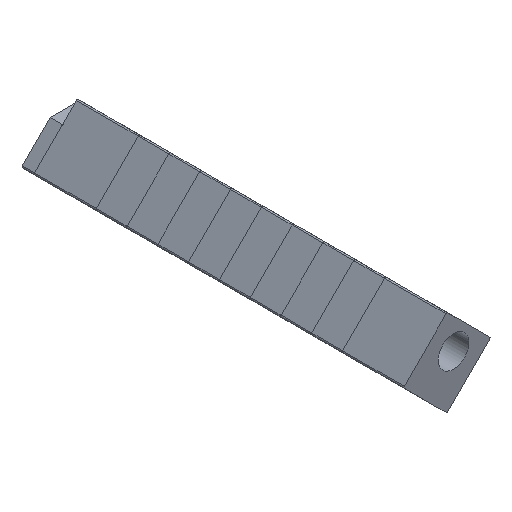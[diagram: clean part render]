
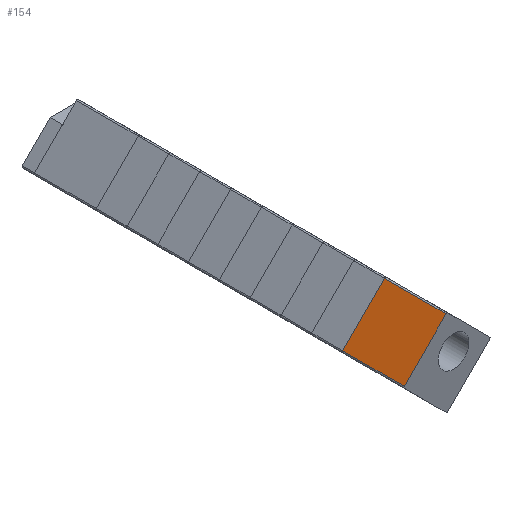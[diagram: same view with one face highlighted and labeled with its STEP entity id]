
A CAD part, isometric view. The second image highlights one B-rep face of the part: STEP entity #154.
In plain terms, the highlighted free-form (B-spline) face has degree [2, 1] with [3, 2] control points.
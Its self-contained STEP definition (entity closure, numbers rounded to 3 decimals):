
#154=ADVANCED_FACE('',(#292),#4656,.T.);
#292=FACE_OUTER_BOUND('',#446,.T.);
#446=EDGE_LOOP('',(#980,#981,#982,#983));
#980=ORIENTED_EDGE('',*,*,#3639,.T.);
#981=ORIENTED_EDGE('',*,*,#3640,.T.);
#982=ORIENTED_EDGE('',*,*,#3641,.T.);
#983=ORIENTED_EDGE('',*,*,#3637,.F.);
#1673=PCURVE('',#4655,#2369);
#1676=PCURVE('',#4656,#2372);
#1677=PCURVE('',#4656,#2373);
#1678=PCURVE('',#4656,#2374);
#1679=PCURVE('',#4656,#2375);
#1683=PCURVE('',#4657,#2379);
#1709=PCURVE('',#4568,#2405);
#1716=PCURVE('',#4569,#2412);
#2369=DEFINITIONAL_REPRESENTATION('',(#2905),#8617);
#2372=DEFINITIONAL_REPRESENTATION('',(#2908),#8617);
#2373=DEFINITIONAL_REPRESENTATION('',(#2909),#8617);
#2374=DEFINITIONAL_REPRESENTATION('',(#2910),#8617);
#2375=DEFINITIONAL_REPRESENTATION('',(#2911),#8617);
#2379=DEFINITIONAL_REPRESENTATION('',(#2915),#8617);
#2405=DEFINITIONAL_REPRESENTATION('',(#4173),#8617);
#2412=DEFINITIONAL_REPRESENTATION('',(#4181),#8617);
#2905=B_SPLINE_CURVE_WITH_KNOTS('',1,(#7561,#7562),.UNSPECIFIED.,.F.,.F.,
(2,2),(0.,20.),.UNSPECIFIED.);
#2908=B_SPLINE_CURVE_WITH_KNOTS('',1,(#7573,#7574),.UNSPECIFIED.,.F.,.F.,
(2,2),(306.836,326.036),.UNSPECIFIED.);
#2909=B_SPLINE_CURVE_WITH_KNOTS('',1,(#7577,#7578),.UNSPECIFIED.,.F.,.F.,
(2,2),(0.,20.),.UNSPECIFIED.);
#2910=B_SPLINE_CURVE_WITH_KNOTS('',1,(#7582,#7583),.UNSPECIFIED.,.F.,.F.,
(2,2),(-326.036,-306.836),.UNSPECIFIED.);
#2911=B_SPLINE_CURVE_WITH_KNOTS('',1,(#7584,#7585),.UNSPECIFIED.,.F.,.F.,
(2,2),(0.,20.),.UNSPECIFIED.);
#2915=B_SPLINE_CURVE_WITH_KNOTS('',1,(#7600,#7601),.UNSPECIFIED.,.F.,.F.,
(2,2),(0.,20.),.UNSPECIFIED.);
#3289=SURFACE_CURVE('',#4145,(#1673,#1679),.PCURVE_S1.);
#3291=SURFACE_CURVE('',#4147,(#1676,#1709),.PCURVE_S1.);
#3292=SURFACE_CURVE('',#4148,(#1677,#1683),.PCURVE_S1.);
#3293=SURFACE_CURVE('',#4149,(#1678,#1716),.PCURVE_S1.);
#3637=EDGE_CURVE('',#4484,#4485,#3289,.T.);
#3639=EDGE_CURVE('',#4484,#4486,#3291,.T.);
#3640=EDGE_CURVE('',#4486,#4487,#3292,.T.);
#3641=EDGE_CURVE('',#4487,#4485,#3293,.T.);
#4145=(
BOUNDED_CURVE()
B_SPLINE_CURVE(1,(#7559,#7560),.UNSPECIFIED.,.F.,.F.)
B_SPLINE_CURVE_WITH_KNOTS((2,2),(0.,20.),.UNSPECIFIED.)
CURVE()
GEOMETRIC_REPRESENTATION_ITEM()
RATIONAL_B_SPLINE_CURVE((1.,1.))
REPRESENTATION_ITEM('')
);
#4147=(
BOUNDED_CURVE()
B_SPLINE_CURVE(2,(#7570,#7571,#7572),.UNSPECIFIED.,.F.,.F.)
B_SPLINE_CURVE_WITH_KNOTS((3,3),(306.836,326.036),
 .UNSPECIFIED.)
CURVE()
GEOMETRIC_REPRESENTATION_ITEM()
RATIONAL_B_SPLINE_CURVE((1.,1.,1.))
REPRESENTATION_ITEM('')
);
#4148=(
BOUNDED_CURVE()
B_SPLINE_CURVE(1,(#7575,#7576),.UNSPECIFIED.,.F.,.F.)
B_SPLINE_CURVE_WITH_KNOTS((2,2),(0.,20.),.UNSPECIFIED.)
CURVE()
GEOMETRIC_REPRESENTATION_ITEM()
RATIONAL_B_SPLINE_CURVE((1.,1.))
REPRESENTATION_ITEM('')
);
#4149=(
BOUNDED_CURVE()
B_SPLINE_CURVE(2,(#7579,#7580,#7581),.UNSPECIFIED.,.F.,.F.)
B_SPLINE_CURVE_WITH_KNOTS((3,3),(-326.036,-306.836),
 .UNSPECIFIED.)
CURVE()
GEOMETRIC_REPRESENTATION_ITEM()
RATIONAL_B_SPLINE_CURVE((1.,1.,1.))
REPRESENTATION_ITEM('')
);
#4173=(
BOUNDED_CURVE()
B_SPLINE_CURVE(2,(#7701,#7702,#7703),.UNSPECIFIED.,.F.,.F.)
B_SPLINE_CURVE_WITH_KNOTS((3,3),(306.836,326.036),
 .UNSPECIFIED.)
CURVE()
GEOMETRIC_REPRESENTATION_ITEM()
RATIONAL_B_SPLINE_CURVE((1.,1.,1.))
REPRESENTATION_ITEM('')
);
#4181=(
BOUNDED_CURVE()
B_SPLINE_CURVE(2,(#7731,#7732,#7733),.UNSPECIFIED.,.F.,.F.)
B_SPLINE_CURVE_WITH_KNOTS((3,3),(-326.036,-306.836),
 .UNSPECIFIED.)
CURVE()
GEOMETRIC_REPRESENTATION_ITEM()
RATIONAL_B_SPLINE_CURVE((1.,1.,1.))
REPRESENTATION_ITEM('')
);
#4484=VERTEX_POINT('',#7520);
#4485=VERTEX_POINT('',#7521);
#4486=VERTEX_POINT('',#7522);
#4487=VERTEX_POINT('',#7523);
#4568=B_SPLINE_SURFACE_WITH_KNOTS('',1,1,((#7498,#7499),(#7500,#7501)),
 .UNSPECIFIED.,.F.,.F.,.F.,(2,2),(2,2),(-2.9,22.1),
(-22.5,2.5),.UNSPECIFIED.);
#4569=B_SPLINE_SURFACE_WITH_KNOTS('',1,1,((#7502,#7503),(#7504,#7505)),
 .UNSPECIFIED.,.F.,.F.,.F.,(2,2),(2,2),(-22.5,2.5),
(-2.9,22.1),.UNSPECIFIED.);
#4655=(
BOUNDED_SURFACE()
B_SPLINE_SURFACE(2,1,((#7446,#7447),(#7448,#7449),(#7450,#7451)),
 .UNSPECIFIED.,.F.,.F.,.F.)
B_SPLINE_SURFACE_WITH_KNOTS((3,3),(2,2),(306.208,306.836),
(0.,20.),.UNSPECIFIED.)
GEOMETRIC_REPRESENTATION_ITEM()
RATIONAL_B_SPLINE_SURFACE(((1.,1.),(0.707,0.707),
(1.,1.)))
REPRESENTATION_ITEM('')
SURFACE()
);
#4656=(
BOUNDED_SURFACE()
B_SPLINE_SURFACE(2,1,((#7452,#7453),(#7454,#7455),(#7456,#7457)),
 .UNSPECIFIED.,.F.,.F.,.F.)
B_SPLINE_SURFACE_WITH_KNOTS((3,3),(2,2),(306.836,326.036),
(0.,20.),.UNSPECIFIED.)
GEOMETRIC_REPRESENTATION_ITEM()
RATIONAL_B_SPLINE_SURFACE(((1.,1.),(1.,1.),(1.,1.)))
REPRESENTATION_ITEM('')
SURFACE()
);
#4657=(
BOUNDED_SURFACE()
B_SPLINE_SURFACE(2,1,((#7458,#7459),(#7460,#7461),(#7462,#7463)),
 .UNSPECIFIED.,.F.,.F.,.F.)
B_SPLINE_SURFACE_WITH_KNOTS((3,3),(2,2),(326.036,326.664),
(0.,20.),.UNSPECIFIED.)
GEOMETRIC_REPRESENTATION_ITEM()
RATIONAL_B_SPLINE_SURFACE(((1.,1.),(0.707,0.707),
(1.,1.)))
REPRESENTATION_ITEM('')
SURFACE()
);
#7446=CARTESIAN_POINT('',(1.94,-291.,-0.484));
#7447=CARTESIAN_POINT('',(1.94,-311.,-0.484));
#7448=CARTESIAN_POINT('',(1.657,-291.,-0.201));
#7449=CARTESIAN_POINT('',(1.657,-311.,-0.201));
#7450=CARTESIAN_POINT('',(1.374,-291.,-0.484));
#7451=CARTESIAN_POINT('',(1.374,-311.,-0.484));
#7452=CARTESIAN_POINT('',(1.374,-291.,-0.484));
#7453=CARTESIAN_POINT('',(1.374,-311.,-0.484));
#7454=CARTESIAN_POINT('',(-5.414,-291.,-7.272));
#7455=CARTESIAN_POINT('',(-5.414,-311.,-7.272));
#7456=CARTESIAN_POINT('',(-12.202,-291.,-14.06));
#7457=CARTESIAN_POINT('',(-12.202,-311.,-14.06));
#7458=CARTESIAN_POINT('',(-12.202,-291.,-14.06));
#7459=CARTESIAN_POINT('',(-12.202,-311.,-14.06));
#7460=CARTESIAN_POINT('',(-12.485,-291.,-14.343));
#7461=CARTESIAN_POINT('',(-12.485,-311.,-14.343));
#7462=CARTESIAN_POINT('',(-12.202,-291.,-14.626));
#7463=CARTESIAN_POINT('',(-12.202,-311.,-14.626));
#7498=CARTESIAN_POINT('',(1.657,-291.,-32.021));
#7499=CARTESIAN_POINT('',(19.335,-291.,-14.343));
#7500=CARTESIAN_POINT('',(-16.021,-291.,-14.343));
#7501=CARTESIAN_POINT('',(1.657,-291.,3.335));
#7502=CARTESIAN_POINT('',(1.657,-311.,-32.021));
#7503=CARTESIAN_POINT('',(-16.021,-311.,-14.343));
#7504=CARTESIAN_POINT('',(19.335,-311.,-14.343));
#7505=CARTESIAN_POINT('',(1.657,-311.,3.335));
#7520=CARTESIAN_POINT('',(1.374,-291.,-0.484));
#7521=CARTESIAN_POINT('',(1.374,-311.,-0.484));
#7522=CARTESIAN_POINT('',(-12.202,-291.,-14.06));
#7523=CARTESIAN_POINT('',(-12.202,-311.,-14.06));
#7559=CARTESIAN_POINT('',(1.374,-291.,-0.484));
#7560=CARTESIAN_POINT('',(1.374,-311.,-0.484));
#7561=CARTESIAN_POINT('',(306.836,0.));
#7562=CARTESIAN_POINT('',(306.836,20.));
#7570=CARTESIAN_POINT('',(1.374,-291.,-0.484));
#7571=CARTESIAN_POINT('',(-5.414,-291.,-7.272));
#7572=CARTESIAN_POINT('',(-12.202,-291.,-14.06));
#7573=CARTESIAN_POINT('',(306.836,0.));
#7574=CARTESIAN_POINT('',(326.036,0.));
#7575=CARTESIAN_POINT('',(-12.202,-291.,-14.06));
#7576=CARTESIAN_POINT('',(-12.202,-311.,-14.06));
#7577=CARTESIAN_POINT('',(326.036,0.));
#7578=CARTESIAN_POINT('',(326.036,20.));
#7579=CARTESIAN_POINT('',(-12.202,-311.,-14.06));
#7580=CARTESIAN_POINT('',(-5.414,-311.,-7.272));
#7581=CARTESIAN_POINT('',(1.374,-311.,-0.484));
#7582=CARTESIAN_POINT('',(326.036,20.));
#7583=CARTESIAN_POINT('',(306.836,20.));
#7584=CARTESIAN_POINT('',(306.836,0.));
#7585=CARTESIAN_POINT('',(306.836,20.));
#7600=CARTESIAN_POINT('',(326.036,0.));
#7601=CARTESIAN_POINT('',(326.036,20.));
#7701=CARTESIAN_POINT('',(19.6,-0.4));
#7702=CARTESIAN_POINT('',(19.6,-10.));
#7703=CARTESIAN_POINT('',(19.6,-19.6));
#7731=CARTESIAN_POINT('',(-19.6,19.6));
#7732=CARTESIAN_POINT('',(-10.,19.6));
#7733=CARTESIAN_POINT('',(-0.4,19.6));
#8617=(
GEOMETRIC_REPRESENTATION_CONTEXT(2)
PARAMETRIC_REPRESENTATION_CONTEXT()
REPRESENTATION_CONTEXT('pspace','')
);
